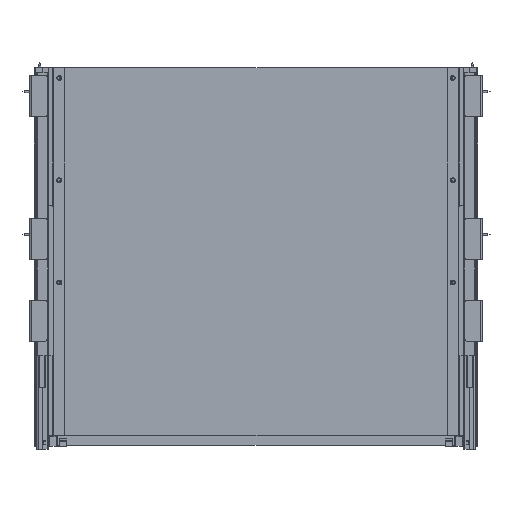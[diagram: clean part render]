
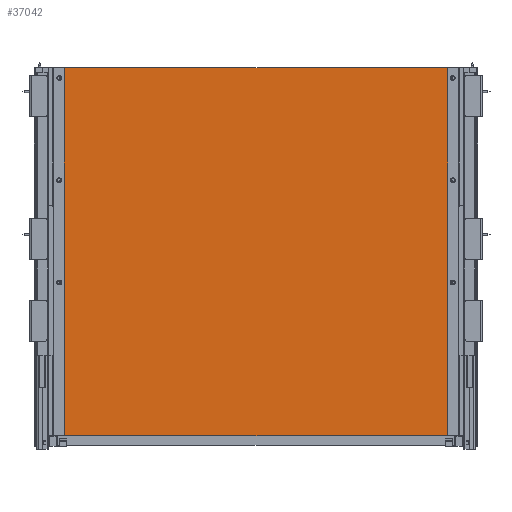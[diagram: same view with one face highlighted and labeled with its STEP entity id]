
A CAD part, front view. The second image highlights one B-rep face of the part: STEP entity #37042.
In plain terms, the highlighted planar face has unit normal (0, -1, 0).
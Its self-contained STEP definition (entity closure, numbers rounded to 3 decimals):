
#3674=FACE_OUTER_BOUND('',#5958,.T.);
#5958=EDGE_LOOP('',(#31841,#31842,#31843,#31844));
#9650=LINE('',#60601,#13784);
#9651=LINE('',#60604,#13785);
#9652=LINE('',#60606,#13786);
#9653=LINE('',#60607,#13787);
#13784=VECTOR('',#47795,10.);
#13785=VECTOR('',#47798,10.);
#13786=VECTOR('',#47799,10.);
#13787=VECTOR('',#47800,10.);
#17529=VERTEX_POINT('',#60594);
#17532=VERTEX_POINT('',#60599);
#17533=VERTEX_POINT('',#60603);
#17534=VERTEX_POINT('',#60605);
#22416=EDGE_CURVE('',#17529,#17532,#9650,.T.);
#22417=EDGE_CURVE('',#17533,#17529,#9651,.T.);
#22418=EDGE_CURVE('',#17534,#17532,#9652,.T.);
#22419=EDGE_CURVE('',#17533,#17534,#9653,.T.);
#31841=ORIENTED_EDGE('',*,*,#22417,.T.);
#31842=ORIENTED_EDGE('',*,*,#22416,.T.);
#31843=ORIENTED_EDGE('',*,*,#22418,.F.);
#31844=ORIENTED_EDGE('',*,*,#22419,.F.);
#35118=PLANE('',#39739);
#37042=ADVANCED_FACE('',(#3674),#35118,.T.);
#39739=AXIS2_PLACEMENT_3D('',#60602,#47796,#47797);
#47795=DIRECTION('',(0.,0.,-1.));
#47796=DIRECTION('center_axis',(0.,-1.,0.));
#47797=DIRECTION('ref_axis',(-1.,0.,0.));
#47798=DIRECTION('',(-1.,0.,0.));
#47799=DIRECTION('',(-1.,0.,0.));
#47800=DIRECTION('',(0.,0.,-1.));
#60594=CARTESIAN_POINT('',(-316.5,22.,11.5));
#60599=CARTESIAN_POINT('',(-316.5,22.,-564.5));
#60601=CARTESIAN_POINT('',(-316.5,22.,11.5));
#60602=CARTESIAN_POINT('Origin',(316.5,22.,11.5));
#60603=CARTESIAN_POINT('',(316.5,22.,11.5));
#60604=CARTESIAN_POINT('',(316.5,22.,11.5));
#60605=CARTESIAN_POINT('',(316.5,22.,-564.5));
#60606=CARTESIAN_POINT('',(316.5,22.,-564.5));
#60607=CARTESIAN_POINT('',(316.5,22.,11.5));
